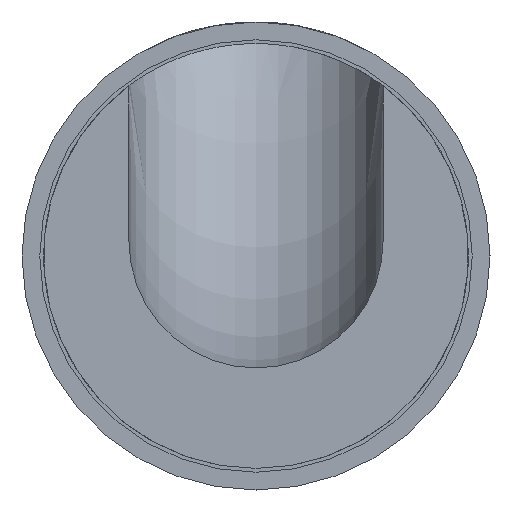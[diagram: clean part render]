
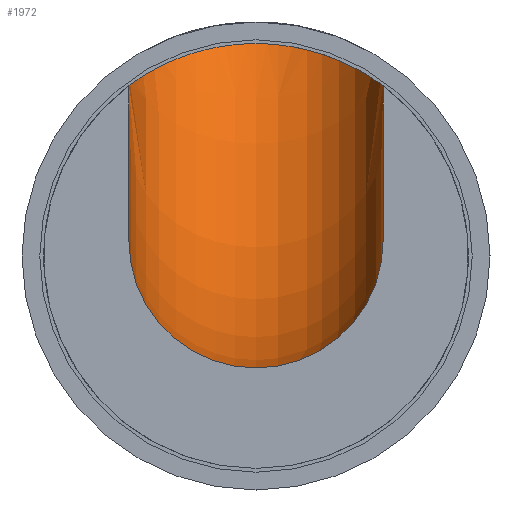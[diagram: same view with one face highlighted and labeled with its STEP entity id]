
A CAD part, front view. The second image highlights one B-rep face of the part: STEP entity #1972.
In plain terms, the highlighted toroidal (fillet/blend) face has major radius 2.5 mm and minor radius 0.5 mm.
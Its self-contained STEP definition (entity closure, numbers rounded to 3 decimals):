
#79 = CARTESIAN_POINT ( 'NONE',  ( -0.089, -21.51, 0.831 ) ) ;
#81 = AXIS2_PLACEMENT_3D ( 'NONE', #442, #682, #2838 ) ;
#108 = CIRCLE ( 'NONE', #1666, 2.5 ) ;
#114 = CARTESIAN_POINT ( 'NONE',  ( 0.303, -21.657, 0.781 ) ) ;
#159 = VERTEX_POINT ( 'NONE', #281 ) ;
#281 = CARTESIAN_POINT ( 'NONE',  ( -0.5, -23.954, 0.06 ) ) ;
#324 = AXIS2_PLACEMENT_3D ( 'NONE', #1807, #2639, #1826 ) ;
#334 = CARTESIAN_POINT ( 'NONE',  ( 0.5, -23.954, 0.06 ) ) ;
#349 = DIRECTION ( 'NONE',  ( 0., -1., 0. ) ) ;
#367 = CARTESIAN_POINT ( 'NONE',  ( -0.171, -21.546, 0.818 ) ) ;
#396 = EDGE_LOOP ( 'NONE', ( #2798, #2734, #1984, #1391, #549 ) ) ;
#442 = CARTESIAN_POINT ( 'NONE',  ( 0., -23.954, 2.56 ) ) ;
#503 = EDGE_CURVE ( 'Defeature ausgef�hrt2_2+Defeature ausgef�hrt2_10+Defeature ausgef�hrt2_0+Defeature ausgef�hrt2_12', #1053, #159, #108, .T. ) ;
#529 = CARTESIAN_POINT ( 'NONE',  ( -0.5, -22.319, 0.669 ) ) ;
#543 = VERTEX_POINT ( 'NONE', #2143 ) ;
#549 = ORIENTED_EDGE ( 'NONE', *, *, #503, .T. ) ;
#644 = CARTESIAN_POINT ( 'NONE',  ( 0.464, -21.965, 0.699 ) ) ;
#682 = DIRECTION ( 'NONE',  ( -1., 0., 0. ) ) ;
#818 = EDGE_CURVE ( 'Defeature ausgef�hrt2_2+Defeature ausgef�hrt2_0+Defeature ausgef�hrt2_11+Defeature ausgef�hrt2_10', #543, #1053, #854, .T. ) ;
#854 = B_SPLINE_CURVE_WITH_KNOTS ( 'NONE', 3,
 ( #3085, #1166, #79, #367, #898, #3090, #1446, #1869, #3237, #529 ),
 .UNSPECIFIED., .F., .F.,
 ( 4, 2, 2, 2, 4 ),
 ( 0.002, 0.002, 0.002, 0.002, 0.003 ),
 .UNSPECIFIED. ) ;
#898 = CARTESIAN_POINT ( 'NONE',  ( -0.207, -21.571, 0.81 ) ) ;
#940 = CIRCLE ( 'NONE', #324, 2.5 ) ;
#950 = CARTESIAN_POINT ( 'NONE',  ( -0.5, -22.319, 0.669 ) ) ;
#1053 = VERTEX_POINT ( 'NONE', #950 ) ;
#1166 = CARTESIAN_POINT ( 'NONE',  ( -0.044, -21.5, 0.835 ) ) ;
#1167 = DIRECTION ( 'NONE',  ( 0., 0., -1. ) ) ;
#1315 = EDGE_CURVE ( 'Defeature ausgef�hrt2_2+Defeature ausgef�hrt2_12+Defeature ausgef�hrt2_10+Defeature ausgef�hrt2_11', #159, #2615, #3484, .T. ) ;
#1391 = ORIENTED_EDGE ( 'NONE', *, *, #818, .T. ) ;
#1446 = CARTESIAN_POINT ( 'NONE',  ( -0.352, -21.732, 0.758 ) ) ;
#1666 = AXIS2_PLACEMENT_3D ( 'NONE', #1855, #2973, #3216 ) ;
#1807 = CARTESIAN_POINT ( 'NONE',  ( 0.5, -23.954, 2.56 ) ) ;
#1826 = DIRECTION ( 'NONE',  ( 0., 0., 1. ) ) ;
#1855 = CARTESIAN_POINT ( 'NONE',  ( -0.5, -23.954, 2.56 ) ) ;
#1869 = CARTESIAN_POINT ( 'NONE',  ( -0.464, -21.966, 0.699 ) ) ;
#1972 = ADVANCED_FACE ( 'Defeature ausgef�hrt2_2', ( #3360 ), #2942, .F. ) ;
#1984 = ORIENTED_EDGE ( 'NONE', *, *, #3379, .T. ) ;
#2003 = CARTESIAN_POINT ( 'NONE',  ( 0.089, -21.5, 0.835 ) ) ;
#2044 = CARTESIAN_POINT ( 'NONE',  ( 0., -21.5, 0.835 ) ) ;
#2143 = CARTESIAN_POINT ( 'NONE',  ( 0., -21.5, 0.835 ) ) ;
#2152 = VERTEX_POINT ( 'NONE', #2344 ) ;
#2254 = AXIS2_PLACEMENT_3D ( 'NONE', #2498, #349, #1167 ) ;
#2344 = CARTESIAN_POINT ( 'NONE',  ( 0.5, -22.319, 0.669 ) ) ;
#2388 = EDGE_CURVE ( 'Defeature ausgef�hrt2_11+Defeature ausgef�hrt2_2+Defeature ausgef�hrt2_0+Defeature ausgef�hrt2_12', #2152, #2615, #940, .T. ) ;
#2498 = CARTESIAN_POINT ( 'NONE',  ( 0., -23.954, 0.06 ) ) ;
#2604 = B_SPLINE_CURVE_WITH_KNOTS ( 'NONE', 3,
 ( #2857, #3125, #644, #3375, #114, #3099, #2003, #2044 ),
 .UNSPECIFIED., .F., .F.,
 ( 4, 2, 2, 4 ),
 ( 0.001, 0.001, 0.001, 0.002 ),
 .UNSPECIFIED. ) ;
#2615 = VERTEX_POINT ( 'NONE', #334 ) ;
#2639 = DIRECTION ( 'NONE',  ( -1., 0., 0. ) ) ;
#2734 = ORIENTED_EDGE ( 'NONE', *, *, #2388, .F. ) ;
#2798 = ORIENTED_EDGE ( 'NONE', *, *, #1315, .T. ) ;
#2838 = DIRECTION ( 'NONE',  ( 0., 0., 1. ) ) ;
#2857 = CARTESIAN_POINT ( 'NONE',  ( 0.5, -22.319, 0.669 ) ) ;
#2942 = TOROIDAL_SURFACE ( 'NONE', #81, 2.5, 0.5 ) ;
#2973 = DIRECTION ( 'NONE',  ( -1., 0., 0. ) ) ;
#3085 = CARTESIAN_POINT ( 'NONE',  ( 0., -21.5, 0.835 ) ) ;
#3090 = CARTESIAN_POINT ( 'NONE',  ( -0.304, -21.659, 0.781 ) ) ;
#3099 = CARTESIAN_POINT ( 'NONE',  ( 0.174, -21.541, 0.819 ) ) ;
#3125 = CARTESIAN_POINT ( 'NONE',  ( 0.5, -22.142, 0.669 ) ) ;
#3216 = DIRECTION ( 'NONE',  ( 0., 0., 1. ) ) ;
#3237 = CARTESIAN_POINT ( 'NONE',  ( -0.5, -22.142, 0.669 ) ) ;
#3360 = FACE_OUTER_BOUND ( 'NONE', #396, .T. ) ;
#3375 = CARTESIAN_POINT ( 'NONE',  ( 0.351, -21.731, 0.759 ) ) ;
#3379 = EDGE_CURVE ( 'Defeature ausgef�hrt2_2+Defeature ausgef�hrt2_0+Defeature ausgef�hrt2_11+Defeature ausgef�hrt2_10', #2152, #543, #2604, .T. ) ;
#3484 = CIRCLE ( 'NONE', #2254, 0.5 ) ;
